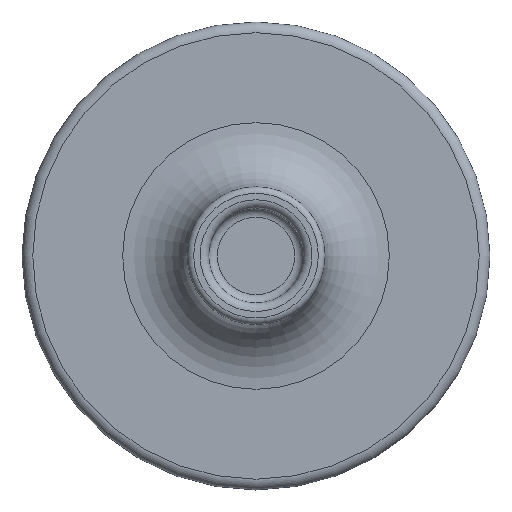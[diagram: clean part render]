
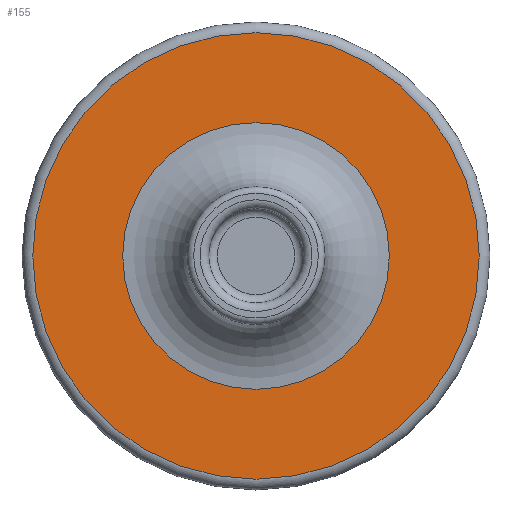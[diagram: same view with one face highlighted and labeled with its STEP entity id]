
A CAD part, top view. The second image highlights one B-rep face of the part: STEP entity #155.
In plain terms, the highlighted planar face has unit normal (0, 0, 1).
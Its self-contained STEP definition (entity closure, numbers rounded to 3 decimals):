
#19=FACE_BOUND('',#49,.T.);
#23=PLANE('',#190);
#36=FACE_OUTER_BOUND('',#48,.T.);
#48=EDGE_LOOP('',(#126));
#49=EDGE_LOOP('',(#127));
#68=CIRCLE('',#188,51.91);
#70=CIRCLE('',#191,31.);
#83=VERTEX_POINT('',#291);
#84=VERTEX_POINT('',#295);
#97=EDGE_CURVE('',#83,#83,#68,.T.);
#99=EDGE_CURVE('',#84,#84,#70,.T.);
#126=ORIENTED_EDGE('',*,*,#97,.T.);
#127=ORIENTED_EDGE('',*,*,#99,.F.);
#155=ADVANCED_FACE('',(#36,#19),#23,.T.);
#188=AXIS2_PLACEMENT_3D('',#292,#235,#236);
#190=AXIS2_PLACEMENT_3D('',#294,#239,#240);
#191=AXIS2_PLACEMENT_3D('',#296,#241,#242);
#235=DIRECTION('center_axis',(0.,0.,1.));
#236=DIRECTION('ref_axis',(1.,0.,0.));
#239=DIRECTION('center_axis',(0.,0.,1.));
#240=DIRECTION('ref_axis',(1.,0.,0.));
#241=DIRECTION('center_axis',(0.,0.,1.));
#242=DIRECTION('ref_axis',(1.,0.,0.));
#291=CARTESIAN_POINT('',(-116.32,0.,-78.));
#292=CARTESIAN_POINT('Origin',(-64.41,0.,-78.));
#294=CARTESIAN_POINT('Origin',(-33.41,0.,-78.));
#295=CARTESIAN_POINT('',(-95.41,0.,-78.));
#296=CARTESIAN_POINT('Origin',(-64.41,0.,-78.));
